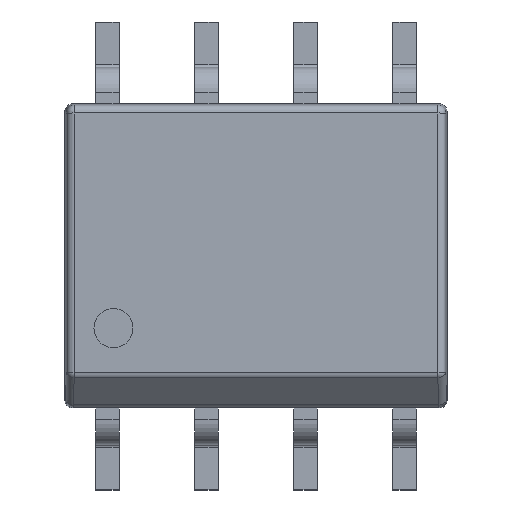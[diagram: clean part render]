
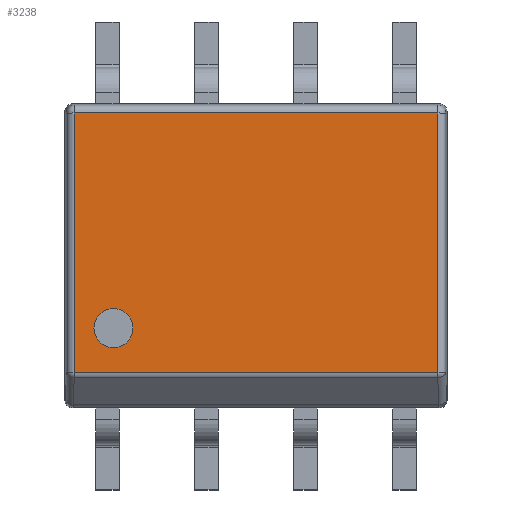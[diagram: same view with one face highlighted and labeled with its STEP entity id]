
A CAD part, top view. The second image highlights one B-rep face of the part: STEP entity #3238.
In plain terms, the highlighted planar face has unit normal (0, 0, 1).
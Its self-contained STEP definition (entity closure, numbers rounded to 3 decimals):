
#7 = ORIENTED_EDGE ( 'NONE', *, *, #1885, .F. ) ;
#168 = AXIS2_PLACEMENT_3D ( 'NONE', #1370, #1012, #339 ) ;
#170 = AXIS2_PLACEMENT_3D ( 'NONE', #3603, #9104, #4411 ) ;
#339 = DIRECTION ( 'NONE',  ( 1., 0., 0. ) ) ;
#688 = VERTEX_POINT ( 'NONE', #8250 ) ;
#785 = VECTOR ( 'NONE', #1599, 1000. ) ;
#1012 = DIRECTION ( 'NONE',  ( 0., 0., 1. ) ) ;
#1028 = VERTEX_POINT ( 'NONE', #1122 ) ;
#1109 = VECTOR ( 'NONE', #9692, 1000. ) ;
#1122 = CARTESIAN_POINT ( 'NONE',  ( 2.331, -1.493, 0.76 ) ) ;
#1319 = VECTOR ( 'NONE', #7782, 1000. ) ;
#1370 = CARTESIAN_POINT ( 'NONE',  ( -1.827, -0.927, 0.76 ) ) ;
#1407 = FACE_BOUND ( 'NONE', #5282, .T. ) ;
#1504 = EDGE_CURVE ( 'NONE', #2096, #9305, #2917, .T. ) ;
#1527 = LINE ( 'NONE', #2303, #7629 ) ;
#1599 = DIRECTION ( 'NONE',  ( 0., -1., 0. ) ) ;
#1812 = CIRCLE ( 'NONE', #168, 0.25 ) ;
#1885 = EDGE_CURVE ( 'NONE', #7472, #2638, #1812, .T. ) ;
#2096 = VERTEX_POINT ( 'NONE', #9543 ) ;
#2303 = CARTESIAN_POINT ( 'NONE',  ( 2.331, 1.927, 0.76 ) ) ;
#2638 = VERTEX_POINT ( 'NONE', #8652 ) ;
#2917 = LINE ( 'NONE', #3761, #785 ) ;
#2926 = CARTESIAN_POINT ( 'NONE',  ( -2.331, -1.493, 0.76 ) ) ;
#3115 = ORIENTED_EDGE ( 'NONE', *, *, #7222, .F. ) ;
#3116 = DIRECTION ( 'NONE',  ( 0., 1., 0. ) ) ;
#3205 = CARTESIAN_POINT ( 'NONE',  ( -1.577, -0.927, 0.76 ) ) ;
#3238 = ADVANCED_FACE ( 'NONE', ( #7501, #1407 ), #6285, .T. ) ;
#3241 = LINE ( 'NONE', #5760, #1109 ) ;
#3603 = CARTESIAN_POINT ( 'NONE',  ( -1.827, -0.927, 0.76 ) ) ;
#3667 = EDGE_LOOP ( 'NONE', ( #7906, #9683, #5536, #6974 ) ) ;
#3761 = CARTESIAN_POINT ( 'NONE',  ( -2.331, -1.532, 0.76 ) ) ;
#4411 = DIRECTION ( 'NONE',  ( 1., 0., 0. ) ) ;
#4726 = CARTESIAN_POINT ( 'NONE',  ( 0., 0., 0.76 ) ) ;
#5282 = EDGE_LOOP ( 'NONE', ( #7, #3115 ) ) ;
#5522 = DIRECTION ( 'NONE',  ( 1., 0., 0. ) ) ;
#5536 = ORIENTED_EDGE ( 'NONE', *, *, #9968, .T. ) ;
#5580 = LINE ( 'NONE', #8560, #1319 ) ;
#5760 = CARTESIAN_POINT ( 'NONE',  ( 0., -1.493, 0.76 ) ) ;
#6074 = CIRCLE ( 'NONE', #170, 0.25 ) ;
#6285 = PLANE ( 'NONE',  #9624 ) ;
#6930 = EDGE_CURVE ( 'NONE', #688, #2096, #5580, .T. ) ;
#6974 = ORIENTED_EDGE ( 'NONE', *, *, #6930, .T. ) ;
#7222 = EDGE_CURVE ( 'NONE', #2638, #7472, #6074, .T. ) ;
#7472 = VERTEX_POINT ( 'NONE', #3205 ) ;
#7501 = FACE_OUTER_BOUND ( 'NONE', #3667, .T. ) ;
#7629 = VECTOR ( 'NONE', #3116, 1000. ) ;
#7782 = DIRECTION ( 'NONE',  ( -1., 0., 0. ) ) ;
#7906 = ORIENTED_EDGE ( 'NONE', *, *, #1504, .T. ) ;
#8250 = CARTESIAN_POINT ( 'NONE',  ( 2.331, 1.831, 0.76 ) ) ;
#8560 = CARTESIAN_POINT ( 'NONE',  ( -2.427, 1.831, 0.76 ) ) ;
#8652 = CARTESIAN_POINT ( 'NONE',  ( -2.077, -0.927, 0.76 ) ) ;
#9066 = EDGE_CURVE ( 'NONE', #9305, #1028, #3241, .T. ) ;
#9104 = DIRECTION ( 'NONE',  ( 0., 0., 1. ) ) ;
#9305 = VERTEX_POINT ( 'NONE', #2926 ) ;
#9543 = CARTESIAN_POINT ( 'NONE',  ( -2.331, 1.831, 0.76 ) ) ;
#9624 = AXIS2_PLACEMENT_3D ( 'NONE', #4726, #10195, #5522 ) ;
#9683 = ORIENTED_EDGE ( 'NONE', *, *, #9066, .T. ) ;
#9692 = DIRECTION ( 'NONE',  ( 1., 0., 0. ) ) ;
#9968 = EDGE_CURVE ( 'NONE', #1028, #688, #1527, .T. ) ;
#10195 = DIRECTION ( 'NONE',  ( 0., 0., 1. ) ) ;
